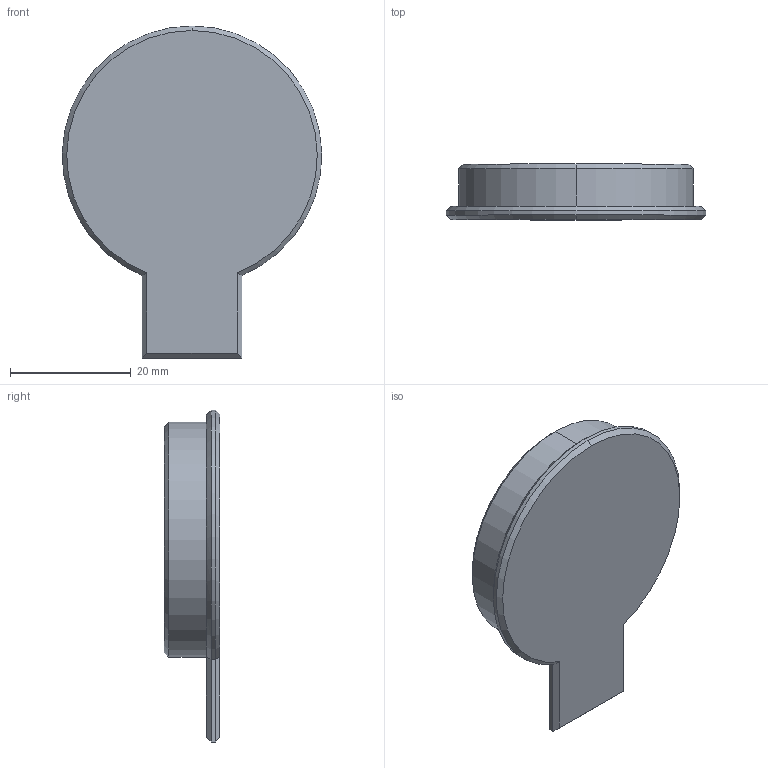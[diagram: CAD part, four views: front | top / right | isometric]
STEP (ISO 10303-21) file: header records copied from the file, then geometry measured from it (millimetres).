
FILE_DESCRIPTION (( 'STEP AP214' ), '1' );
FILE_NAME ('water plug.STEP', '2023-10-30T03:14:16', ( '' ), ( '' ), 'SwSTEP 2.0', 'SolidWorks 2022', '' );
FILE_SCHEMA (( 'AUTOMOTIVE_DESIGN' ));
Length unit declared in the file: millimetre
Products named in the file (1): water plug
Bounding box: 42.99 x 9.2 x 55 mm (x, y, z)
Volume: 11845.3 mm3; surface area: 4331.6 mm2
Topology: 1 solids, 1 shells, 20 faces, 41 edges, 24 vertices
Faces by surface type: plane 12, cone 5, cylinder 3
Entity records: 555 total; most frequent: CARTESIAN_POINT 98, DIRECTION 91, ORIENTED_EDGE 82, EDGE_CURVE 41, AXIS2_PLACEMENT_3D 33, VECTOR 25, LINE 25, VERTEX_POINT 24
